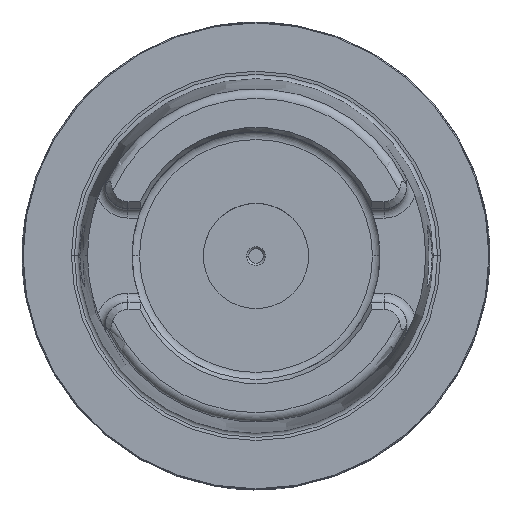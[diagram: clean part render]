
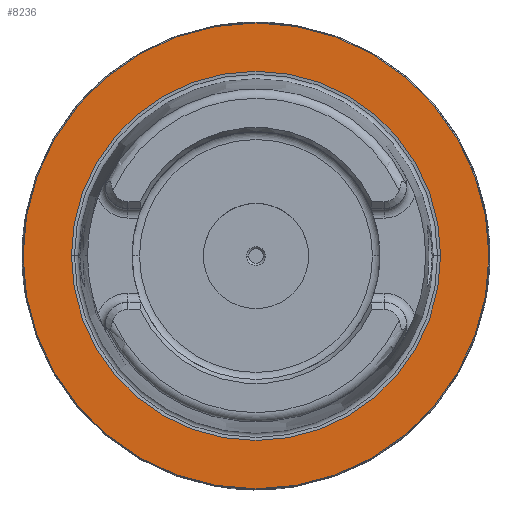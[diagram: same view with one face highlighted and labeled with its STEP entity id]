
A CAD part, top view. The second image highlights one B-rep face of the part: STEP entity #8236.
In plain terms, the highlighted planar face has unit normal (0, 0, 1).
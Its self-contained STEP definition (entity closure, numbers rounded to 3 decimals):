
#3286=CARTESIAN_POINT('',(0.,0.,0.));
#3287=DIRECTION('',(0.,0.,1.));
#3288=DIRECTION('',(1.,0.,0.));
#3289=AXIS2_PLACEMENT_3D('',#3286,#3287,#3288);
#3302=CARTESIAN_POINT('',(0.,0.,0.));
#3303=DIRECTION('',(0.,0.,-1.));
#3304=DIRECTION('',(1.,0.,0.));
#3305=AXIS2_PLACEMENT_3D('',#3302,#3303,#3304);
#3324=CARTESIAN_POINT('',(0.,0.,0.));
#3325=DIRECTION('',(0.,0.,1.));
#3326=DIRECTION('',(1.,0.,0.));
#3327=AXIS2_PLACEMENT_3D('',#3324,#3325,#3326);
#5745=CARTESIAN_POINT('',(0.,0.,0.));
#5746=DIRECTION('',(0.,0.,-1.));
#5747=DIRECTION('',(1.,0.,0.));
#5748=AXIS2_PLACEMENT_3D('',#5745,#5746,#5747);
#5833=CARTESIAN_POINT('',(39.464,0.,0.));
#5835=VERTEX_POINT('',#5833);
#5845=CARTESIAN_POINT('',(-39.464,0.,0.));
#5847=VERTEX_POINT('',#5845);
#6079=CARTESIAN_POINT('',(49.8,0.,0.));
#6080=CARTESIAN_POINT('',(-49.8,0.,0.));
#6081=VERTEX_POINT('',#6079);
#6082=VERTEX_POINT('',#6080);
#8220=CARTESIAN_POINT('',(0.,0.,0.));
#8221=DIRECTION('',(0.,0.,-1.));
#8222=DIRECTION('',(-1.,0.,0.));
#8223=AXIS2_PLACEMENT_3D('',#8220,#8221,#8222);
#8224=PLANE('',#8223);
#8225=ORIENTED_EDGE('',*,*,#8210,.F.);
#8227=ORIENTED_EDGE('',*,*,#8226,.T.);
#8228=EDGE_LOOP('',(#8225,#8227));
#8229=FACE_OUTER_BOUND('',#8228,.F.);
#8231=ORIENTED_EDGE('',*,*,#8230,.F.);
#8233=ORIENTED_EDGE('',*,*,#8232,.T.);
#8234=EDGE_LOOP('',(#8231,#8233));
#8235=FACE_BOUND('',#8234,.F.);
#3290=CIRCLE('',#3289,49.8);
#3306=CIRCLE('',#3305,39.464);
#3328=CIRCLE('',#3327,39.464);
#5749=CIRCLE('',#5748,49.8);
#8210=EDGE_CURVE('',#6081,#6082,#3290,.T.);
#8226=EDGE_CURVE('',#6081,#6082,#5749,.T.);
#8230=EDGE_CURVE('',#5835,#5847,#3306,.T.);
#8232=EDGE_CURVE('',#5835,#5847,#3328,.T.);
#8236=ADVANCED_FACE('',(#8229,#8235),#8224,.F.);
